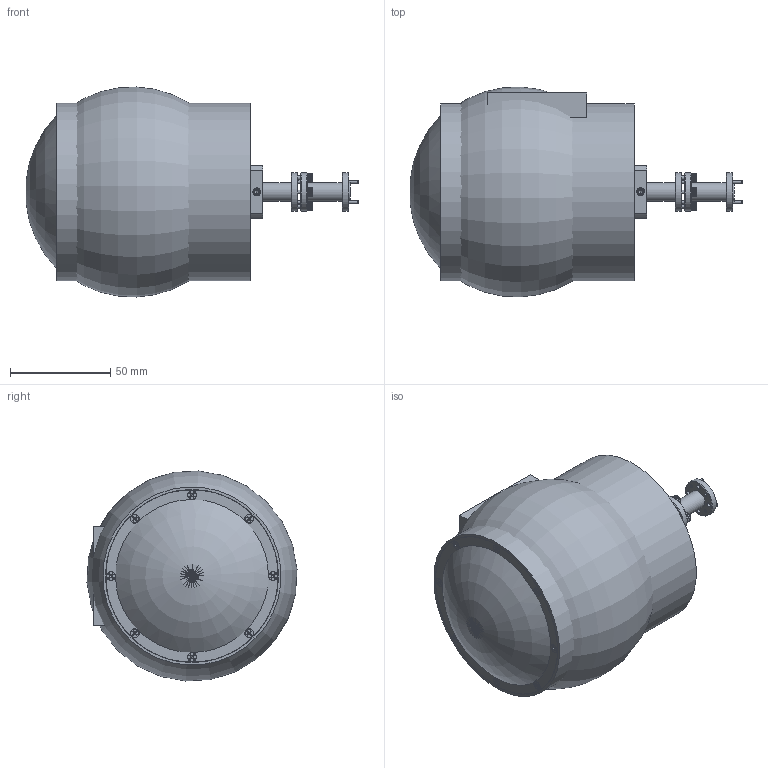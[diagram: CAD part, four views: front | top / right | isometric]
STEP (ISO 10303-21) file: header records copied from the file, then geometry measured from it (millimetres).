
FILE_DESCRIPTION (( 'STEP AP203' ), '1' );
FILE_NAME ('SAG-8831043403-10-S1.STEP', '2018-11-12T16:21:34', ( '' ), ( '' ), 'SwSTEP 2.0', 'SolidWorks 2016', '' );
FILE_SCHEMA (( 'CONFIG_CONTROL_DESIGN' ));
Length unit declared in the file: inch
Products named in the file (1): SAG-8831043403-10-S1
Bounding box: 165.61 x 104.76 x 104.76 mm (x, y, z)
Surface area: 90074.4 mm2 (no closed solid volume)
Topology: 0 solids, 59 shells, 737 faces, 3180 edges, 2213 vertices
Faces by surface type: plane 408, cylinder 171, cone 149, torus 5, bspline 4
Full cylindrical faces by diameter (mm): 1.511 x2, 1.562 x1, 1.588 x6, 1.702 x5, 1.778 x4, 2.261 x4, 3.454 x7, 3.556 x5, 4.648 x3, 5.159 x4, 5.558 x4, 9.144 x2, 9.525 x1, 19.05 x3, 19.101 x1, 86.106 x2, 86.36 x2
Entity records: 33682 total; most frequent: CARTESIAN_POINT 11305, ORIENTED_EDGE 4204, DIRECTION 3998, EDGE_CURVE 2962, VERTEX_POINT 2142, AXIS2_PLACEMENT_3D 1467, B_SPLINE_CURVE_WITH_KNOTS 1130, LINE 1064
